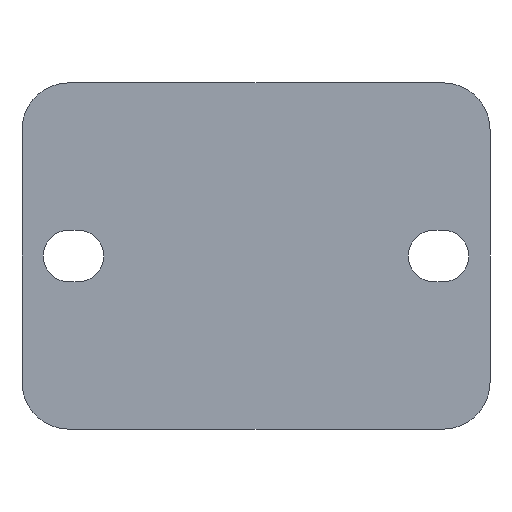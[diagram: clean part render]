
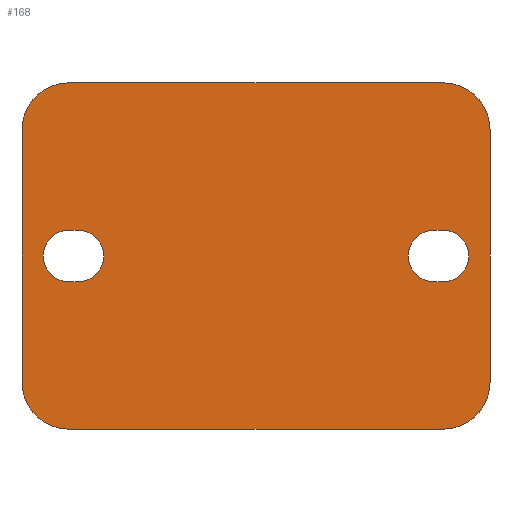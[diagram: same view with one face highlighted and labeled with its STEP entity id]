
A CAD part, front view. The second image highlights one B-rep face of the part: STEP entity #168.
In plain terms, the highlighted planar face has unit normal (0, -1, 0).
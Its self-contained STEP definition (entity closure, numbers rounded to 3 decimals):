
#168 = ADVANCED_FACE( '', ( #407, #408, #409 ), #410, .F. );
#407 = FACE_BOUND( '', #728, .T. );
#408 = FACE_BOUND( '', #729, .T. );
#409 = FACE_OUTER_BOUND( '', #730, .T. );
#410 = PLANE( '', #731 );
#728 = EDGE_LOOP( '', ( #1208, #1209, #1210, #1211 ) );
#729 = EDGE_LOOP( '', ( #1212, #1213, #1214, #1215 ) );
#730 = EDGE_LOOP( '', ( #1216, #1217, #1218, #1219, #1220, #1221, #1222, #1223 ) );
#731 = AXIS2_PLACEMENT_3D( '', #1224, #1225, #1226 );
#1208 = ORIENTED_EDGE( '', *, *, #1979, .T. );
#1209 = ORIENTED_EDGE( '', *, *, #1980, .T. );
#1210 = ORIENTED_EDGE( '', *, *, #1981, .T. );
#1211 = ORIENTED_EDGE( '', *, *, #1982, .T. );
#1212 = ORIENTED_EDGE( '', *, *, #1880, .T. );
#1213 = ORIENTED_EDGE( '', *, *, #1858, .T. );
#1214 = ORIENTED_EDGE( '', *, *, #1853, .T. );
#1215 = ORIENTED_EDGE( '', *, *, #1983, .T. );
#1216 = ORIENTED_EDGE( '', *, *, #1984, .F. );
#1217 = ORIENTED_EDGE( '', *, *, #1985, .F. );
#1218 = ORIENTED_EDGE( '', *, *, #1986, .F. );
#1219 = ORIENTED_EDGE( '', *, *, #1875, .F. );
#1220 = ORIENTED_EDGE( '', *, *, #1987, .F. );
#1221 = ORIENTED_EDGE( '', *, *, #1862, .F. );
#1222 = ORIENTED_EDGE( '', *, *, #1988, .F. );
#1223 = ORIENTED_EDGE( '', *, *, #1989, .F. );
#1224 = CARTESIAN_POINT( '', ( -20., 0., -13.5 ) );
#1225 = DIRECTION( '', ( 0., 1., 0. ) );
#1226 = DIRECTION( '', ( 0., 0., 1. ) );
#1853 = EDGE_CURVE( '', #2213, #2214, #2215, .T. );
#1858 = EDGE_CURVE( '', #2222, #2213, #2223, .T. );
#1862 = EDGE_CURVE( '', #2228, #2229, #2230, .T. );
#1875 = EDGE_CURVE( '', #2252, #2253, #2254, .T. );
#1880 = EDGE_CURVE( '', #2261, #2222, #2262, .T. );
#1979 = EDGE_CURVE( '', #2428, #2429, #2430, .T. );
#1980 = EDGE_CURVE( '', #2429, #2431, #2432, .T. );
#1981 = EDGE_CURVE( '', #2431, #2433, #2434, .T. );
#1982 = EDGE_CURVE( '', #2433, #2428, #2435, .T. );
#1983 = EDGE_CURVE( '', #2214, #2261, #2436, .T. );
#1984 = EDGE_CURVE( '', #2437, #2438, #2439, .T. );
#1985 = EDGE_CURVE( '', #2440, #2437, #2441, .T. );
#1986 = EDGE_CURVE( '', #2253, #2440, #2442, .T. );
#1987 = EDGE_CURVE( '', #2229, #2252, #2443, .T. );
#1988 = EDGE_CURVE( '', #2444, #2228, #2445, .T. );
#1989 = EDGE_CURVE( '', #2438, #2444, #2446, .T. );
#2213 = VERTEX_POINT( '', #2724 );
#2214 = VERTEX_POINT( '', #2725 );
#2215 = LINE( '', #2726, #2727 );
#2222 = VERTEX_POINT( '', #2737 );
#2223 = CIRCLE( '', #2738, 2.75 );
#2228 = VERTEX_POINT( '', #2744 );
#2229 = VERTEX_POINT( '', #2745 );
#2230 = LINE( '', #2746, #2747 );
#2252 = VERTEX_POINT( '', #2778 );
#2253 = VERTEX_POINT( '', #2779 );
#2254 = LINE( '', #2780, #2781 );
#2261 = VERTEX_POINT( '', #2791 );
#2262 = LINE( '', #2792, #2793 );
#2428 = VERTEX_POINT( '', #3090 );
#2429 = VERTEX_POINT( '', #3091 );
#2430 = LINE( '', #3092, #3093 );
#2431 = VERTEX_POINT( '', #3094 );
#2432 = CIRCLE( '', #3095, 2.75 );
#2433 = VERTEX_POINT( '', #3096 );
#2434 = LINE( '', #3097, #3098 );
#2435 = CIRCLE( '', #3099, 2.75 );
#2436 = CIRCLE( '', #3100, 2.75 );
#2437 = VERTEX_POINT( '', #3101 );
#2438 = VERTEX_POINT( '', #3102 );
#2439 = CIRCLE( '', #3103, 5. );
#2440 = VERTEX_POINT( '', #3104 );
#2441 = LINE( '', #3105, #3106 );
#2442 = CIRCLE( '', #3107, 5. );
#2443 = CIRCLE( '', #3108, 5. );
#2444 = VERTEX_POINT( '', #3109 );
#2445 = CIRCLE( '', #3110, 5. );
#2446 = LINE( '', #3111, #3112 );
#2724 = CARTESIAN_POINT( '', ( 19., 0., 2.75 ) );
#2725 = CARTESIAN_POINT( '', ( 20., 0., 2.75 ) );
#2726 = CARTESIAN_POINT( '', ( 19., 0., 2.75 ) );
#2727 = VECTOR( '', #3516, 1000. );
#2737 = CARTESIAN_POINT( '', ( 19., 0., -2.75 ) );
#2738 = AXIS2_PLACEMENT_3D( '', #3520, #3521, #3522 );
#2744 = CARTESIAN_POINT( '', ( -20., 0., 18.5 ) );
#2745 = CARTESIAN_POINT( '', ( 20., 0., 18.5 ) );
#2746 = CARTESIAN_POINT( '', ( -20., 0., 18.5 ) );
#2747 = VECTOR( '', #3527, 1000. );
#2778 = CARTESIAN_POINT( '', ( 25., 0., 13.5 ) );
#2779 = CARTESIAN_POINT( '', ( 25., 0., -13.5 ) );
#2780 = CARTESIAN_POINT( '', ( 25., 0., 13.5 ) );
#2781 = VECTOR( '', #3540, 1000. );
#2791 = CARTESIAN_POINT( '', ( 20., 0., -2.75 ) );
#2792 = CARTESIAN_POINT( '', ( 20., 0., -2.75 ) );
#2793 = VECTOR( '', #3544, 1000. );
#3090 = CARTESIAN_POINT( '', ( -19., 0., -2.75 ) );
#3091 = CARTESIAN_POINT( '', ( -20., 0., -2.75 ) );
#3092 = CARTESIAN_POINT( '', ( -19., 0., -2.75 ) );
#3093 = VECTOR( '', #3657, 1000. );
#3094 = CARTESIAN_POINT( '', ( -20., 0., 2.75 ) );
#3095 = AXIS2_PLACEMENT_3D( '', #3658, #3659, #3660 );
#3096 = CARTESIAN_POINT( '', ( -19., 0., 2.75 ) );
#3097 = CARTESIAN_POINT( '', ( -20., 0., 2.75 ) );
#3098 = VECTOR( '', #3661, 1000. );
#3099 = AXIS2_PLACEMENT_3D( '', #3662, #3663, #3664 );
#3100 = AXIS2_PLACEMENT_3D( '', #3665, #3666, #3667 );
#3101 = CARTESIAN_POINT( '', ( -20., 0., -18.5 ) );
#3102 = CARTESIAN_POINT( '', ( -25., 0., -13.5 ) );
#3103 = AXIS2_PLACEMENT_3D( '', #3668, #3669, #3670 );
#3104 = CARTESIAN_POINT( '', ( 20., 0., -18.5 ) );
#3105 = CARTESIAN_POINT( '', ( 20., 0., -18.5 ) );
#3106 = VECTOR( '', #3671, 1000. );
#3107 = AXIS2_PLACEMENT_3D( '', #3672, #3673, #3674 );
#3108 = AXIS2_PLACEMENT_3D( '', #3675, #3676, #3677 );
#3109 = CARTESIAN_POINT( '', ( -25., 0., 13.5 ) );
#3110 = AXIS2_PLACEMENT_3D( '', #3678, #3679, #3680 );
#3111 = CARTESIAN_POINT( '', ( -25., 0., -13.5 ) );
#3112 = VECTOR( '', #3681, 1000. );
#3516 = DIRECTION( '', ( 1., 0., 0. ) );
#3520 = CARTESIAN_POINT( '', ( 19., 0., 0. ) );
#3521 = DIRECTION( '', ( 0., 1., 0. ) );
#3522 = DIRECTION( '', ( 1., 0., 0. ) );
#3527 = DIRECTION( '', ( 1., 0., 0. ) );
#3540 = DIRECTION( '', ( 0., 0., -1. ) );
#3544 = DIRECTION( '', ( -1., 0., 0. ) );
#3657 = DIRECTION( '', ( -1., 0., 0. ) );
#3658 = CARTESIAN_POINT( '', ( -20., 0., 0. ) );
#3659 = DIRECTION( '', ( 0., 1., 0. ) );
#3660 = DIRECTION( '', ( 1., 0., 0. ) );
#3661 = DIRECTION( '', ( 1., 0., 0. ) );
#3662 = CARTESIAN_POINT( '', ( -19., 0., 0. ) );
#3663 = DIRECTION( '', ( 0., 1., 0. ) );
#3664 = DIRECTION( '', ( 1., 0., 0. ) );
#3665 = CARTESIAN_POINT( '', ( 20., 0., 0. ) );
#3666 = DIRECTION( '', ( 0., 1., 0. ) );
#3667 = DIRECTION( '', ( 1., 0., 0. ) );
#3668 = CARTESIAN_POINT( '', ( -20., 0., -13.5 ) );
#3669 = DIRECTION( '', ( 0., 1., 0. ) );
#3670 = DIRECTION( '', ( 1., 0., 0. ) );
#3671 = DIRECTION( '', ( -1., 0., 0. ) );
#3672 = CARTESIAN_POINT( '', ( 20., 0., -13.5 ) );
#3673 = DIRECTION( '', ( 0., 1., 0. ) );
#3674 = DIRECTION( '', ( 1., 0., 0. ) );
#3675 = CARTESIAN_POINT( '', ( 20., 0., 13.5 ) );
#3676 = DIRECTION( '', ( 0., 1., 0. ) );
#3677 = DIRECTION( '', ( 1., 0., 0. ) );
#3678 = CARTESIAN_POINT( '', ( -20., 0., 13.5 ) );
#3679 = DIRECTION( '', ( 0., 1., 0. ) );
#3680 = DIRECTION( '', ( 1., 0., 0. ) );
#3681 = DIRECTION( '', ( 0., 0., 1. ) );
